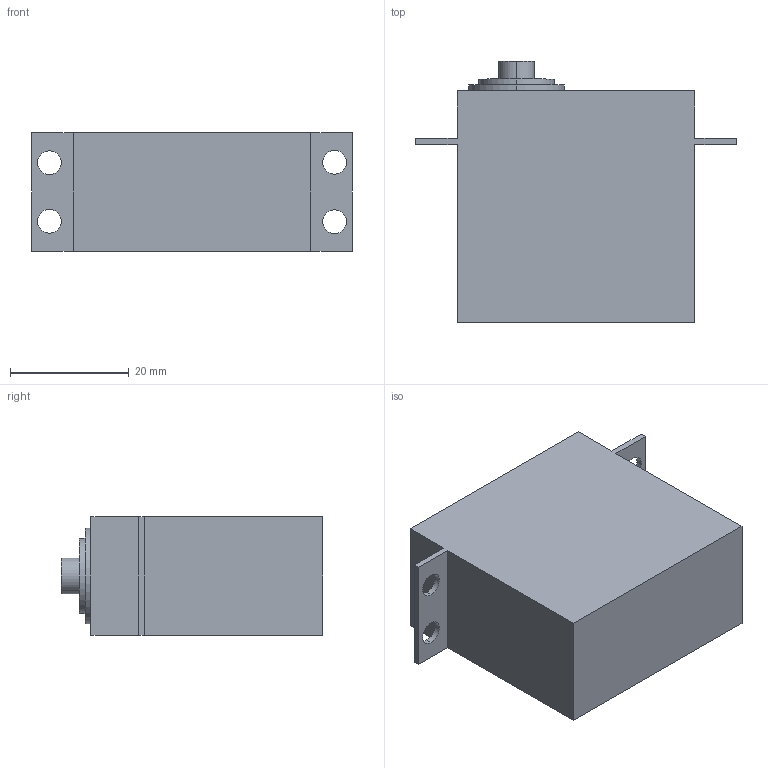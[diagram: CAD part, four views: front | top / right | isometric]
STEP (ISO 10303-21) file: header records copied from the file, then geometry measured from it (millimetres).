
FILE_DESCRIPTION (( 'STEP AP203' ), '1' );
FILE_NAME ('9.2.STEP', '2025-09-04T05:00:48', ( '' ), ( '' ), 'SwSTEP 2.0', 'SolidWorks 2024', '' );
FILE_SCHEMA (( 'CONFIG_CONTROL_DESIGN' ));
Length unit declared in the file: millimetre
Products named in the file (1): 9.2
Bounding box: 54 x 44 x 20 mm (x, y, z)
Volume: 31770.8 mm3; surface area: 7078.1 mm2
Topology: 1 solids, 1 shells, 37 faces, 92 edges, 59 vertices
Faces by surface type: plane 17, cylinder 16, cone 4
Entity records: 1187 total; most frequent: DIRECTION 200, CARTESIAN_POINT 187, ORIENTED_EDGE 180, EDGE_CURVE 90, AXIS2_PLACEMENT_3D 72, VERTEX_POINT 59, VECTOR 56, LINE 56
